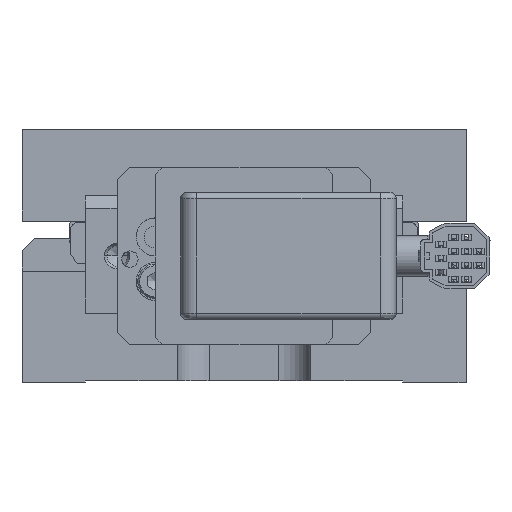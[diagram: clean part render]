
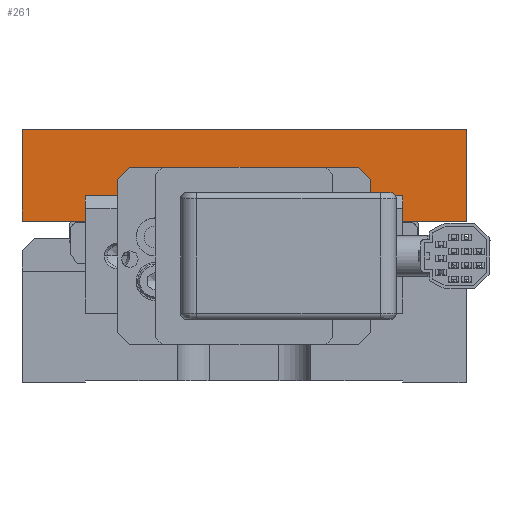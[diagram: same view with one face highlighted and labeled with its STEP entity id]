
A CAD part, left-side view. The second image highlights one B-rep face of the part: STEP entity #261.
In plain terms, the highlighted planar face has unit normal (-1, 0, 0).
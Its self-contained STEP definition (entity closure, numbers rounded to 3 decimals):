
#261=ADVANCED_FACE('',(#3133),#3132,.T.);
#3132=PLANE('',#32164);
#3133=FACE_OUTER_BOUND('',#32165,.T.);
#32161=CARTESIAN_POINT('',(-35.,-42.,24.05));
#32162=DIRECTION('',(-1.,0.,0.));
#32163=DIRECTION('',(0.,0.,1.));
#32164=AXIS2_PLACEMENT_3D('',#32161,#32162,#32163);
#32165=EDGE_LOOP('',(#51576,#51577,#51578,#51579,#51580,#51581,#51582,#51583));
#51576=ORIENTED_EDGE('',*,*,#64716,.T.);
#51577=ORIENTED_EDGE('',*,*,#64717,.T.);
#51578=ORIENTED_EDGE('',*,*,#64718,.T.);
#51579=ORIENTED_EDGE('',*,*,#64719,.T.);
#51580=ORIENTED_EDGE('',*,*,#64720,.F.);
#51581=ORIENTED_EDGE('',*,*,#64721,.F.);
#51582=ORIENTED_EDGE('',*,*,#64722,.T.);
#51583=ORIENTED_EDGE('',*,*,#64723,.F.);
#64716=EDGE_CURVE('',#71298,#71299,#71300,.T.);
#64717=EDGE_CURVE('',#71299,#71306,#71307,.T.);
#64718=EDGE_CURVE('',#71306,#71313,#71314,.T.);
#64719=EDGE_CURVE('',#71313,#71320,#71321,.T.);
#64720=EDGE_CURVE('',#71327,#71320,#71328,.T.);
#64721=EDGE_CURVE('',#71334,#71327,#71335,.T.);
#64722=EDGE_CURVE('',#71334,#71341,#71342,.T.);
#64723=EDGE_CURVE('',#71298,#71341,#71348,.T.);
#71298=VERTEX_POINT('',#114725);
#71299=VERTEX_POINT('',#114726);
#71300=LINE('',#114727,#114728);
#71306=VERTEX_POINT('',#114730);
#71307=LINE('',#114731,#114732);
#71313=VERTEX_POINT('',#114734);
#71314=LINE('',#114735,#114736);
#71320=VERTEX_POINT('',#114738);
#71321=LINE('',#114739,#114740);
#71327=VERTEX_POINT('',#114742);
#71328=LINE('',#114743,#114744);
#71334=VERTEX_POINT('',#114746);
#71335=LINE('',#114747,#114748);
#71341=VERTEX_POINT('',#114750);
#71342=LINE('',#114751,#114752);
#71348=LINE('',#114754,#114755);
#114725=CARTESIAN_POINT('',(-35.,5.5,25.7));
#114726=CARTESIAN_POINT('',(-35.,-5.5,25.7));
#114727=CARTESIAN_POINT('',(-35.,5.5,25.7));
#114728=VECTOR('',#114729,11.);
#114729=DIRECTION('',(0.,-1.,0.));
#114730=CARTESIAN_POINT('',(-35.,-5.5,25.5));
#114731=CARTESIAN_POINT('',(-35.,-5.5,25.7));
#114732=VECTOR('',#114733,0.2);
#114733=DIRECTION('',(0.,0.,-1.));
#114734=CARTESIAN_POINT('',(-35.,-35.,25.5));
#114735=CARTESIAN_POINT('',(-35.,-5.5,25.5));
#114736=VECTOR('',#114737,29.5);
#114737=DIRECTION('',(0.,-1.,0.));
#114738=CARTESIAN_POINT('',(-35.,-35.,40.));
#114739=CARTESIAN_POINT('',(-35.,-35.,25.5));
#114740=VECTOR('',#114741,14.5);
#114741=DIRECTION('',(0.,0.,1.));
#114742=CARTESIAN_POINT('',(-35.,35.,40.));
#114743=CARTESIAN_POINT('',(-35.,35.,40.));
#114744=VECTOR('',#114745,70.);
#114745=DIRECTION('',(0.,-1.,0.));
#114746=CARTESIAN_POINT('',(-35.,35.,25.5));
#114747=CARTESIAN_POINT('',(-35.,35.,25.5));
#114748=VECTOR('',#114749,14.5);
#114749=DIRECTION('',(0.,0.,1.));
#114750=CARTESIAN_POINT('',(-35.,5.5,25.5));
#114751=CARTESIAN_POINT('',(-35.,35.,25.5));
#114752=VECTOR('',#114753,29.5);
#114753=DIRECTION('',(0.,-1.,0.));
#114754=CARTESIAN_POINT('',(-35.,5.5,25.7));
#114755=VECTOR('',#114756,0.2);
#114756=DIRECTION('',(0.,0.,-1.));
